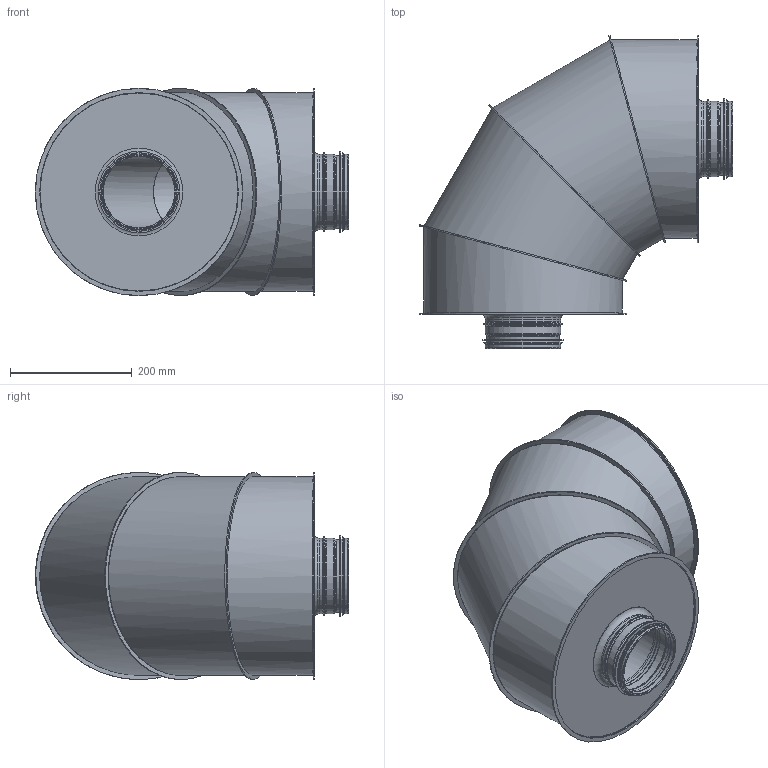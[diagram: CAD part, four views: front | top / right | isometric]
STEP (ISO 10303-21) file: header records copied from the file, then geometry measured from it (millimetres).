
FILE_DESCRIPTION(/* description */ ('Vinkel Ljuddämpare Ø125'),/* implementation_level */ '2;1');
FILE_NAME(/* name */ 'LP10004.stp',/* time_stamp */ '2016-11-28T03:52:41-08:00',/* author */ ('CAD'),/* organization */ (''),/* preprocessor_version */ 'ST-DEVELOPER v16.5',/* originating_system */ 'Autodesk Inventor 2017',/* authorisation */ '');
FILE_SCHEMA (('AUTOMOTIVE_DESIGN { 1 0 10303 214 3 1 1 }'));
Length unit declared in the file: millimetre
Products named in the file (1): HTFV-125
Bounding box: 514.5 x 514.5 x 340.4 mm (x, y, z)
Volume: 718004.8 mm3; surface area: 1858733.4 mm2
Topology: 6 solids, 11 shells, 176 faces, 350 edges, 192 vertices
Faces by surface type: torus 48, cylinder 48, bspline 34, plane 24, cone 22
Full cylindrical faces by diameter (mm): 117.45 x2, 118.85 x2, 118.95 x2, 122 x4, 122.55 x6, 122.65 x2, 123.4 x6, 124.05 x6, 128.95 x2, 133.95 x2, 325 x4, 326.4 x6, 340.4 x2
Entity records: 5800 total; most frequent: CARTESIAN_POINT 2729, DIRECTION 665, ORIENTED_EDGE 456, AXIS2_PLACEMENT_3D 320, EDGE_LOOP 314, EDGE_CURVE 214, FACE_OUTER_BOUND 174, VERTEX_POINT 174
